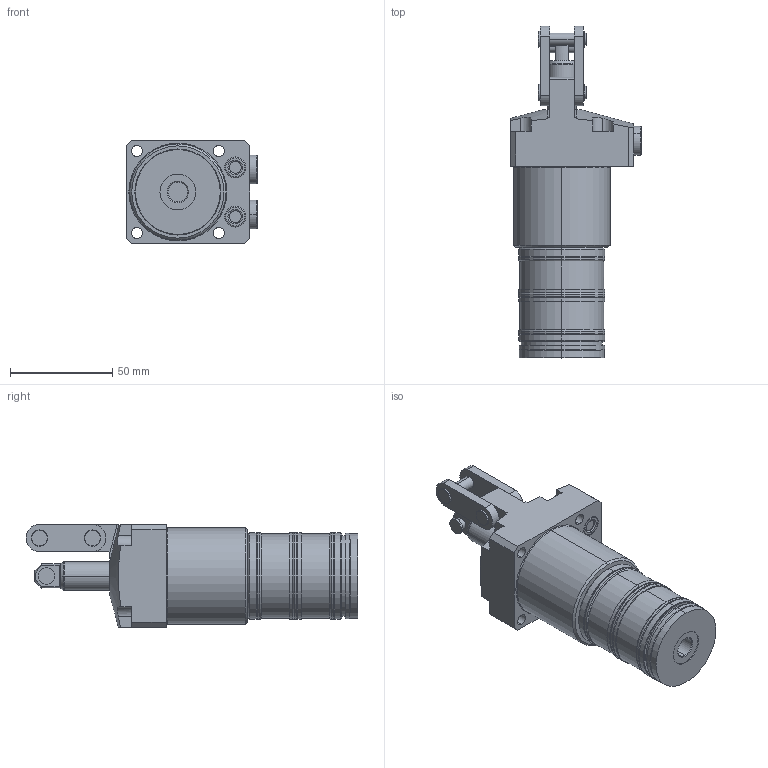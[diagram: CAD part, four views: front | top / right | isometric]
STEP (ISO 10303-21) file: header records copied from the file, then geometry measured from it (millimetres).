
FILE_DESCRIPTION (( 'STEP AP203' ), '1' );
FILE_NAME ('CLU04-LA.step', '2014-10-06T05:22:05', ( 'pascal' ), ( 'Hewlett-Packard Company' ), 'SwSTEP 2.0', 'SolidWorks 2012', '' );
FILE_SCHEMA (( 'CONFIG_CONTROL_DESIGN' ));
Length unit declared in the file: millimetre
Products named in the file (5): CLU04-LA_BODY; CLU04-A_ROD; CLU04-A_LINK; CLU04-A_PLUG; CLU04-LA
Assembly tree (5 placements, depth 2):
  CLU04-LA
    CLU04-LA_BODY
    CLU04-A_ROD
    CLU04-A_LINK
    CLU04-A_PLUG  x2
Bounding box: 63.8 x 161.97 x 50 mm (x, y, z)
Volume: 218142.6 mm3; surface area: 36241 mm2
Topology: 5 solids, 7 shells, 353 faces, 815 edges, 516 vertices
Faces by surface type: cylinder 152, plane 128, torus 46, cone 27
Entity records: 10416 total; most frequent: CARTESIAN_POINT 2010, DIRECTION 1795, ORIENTED_EDGE 1538, EDGE_CURVE 769, AXIS2_PLACEMENT_3D 735, VERTEX_POINT 488, CIRCLE 396, EDGE_LOOP 389
